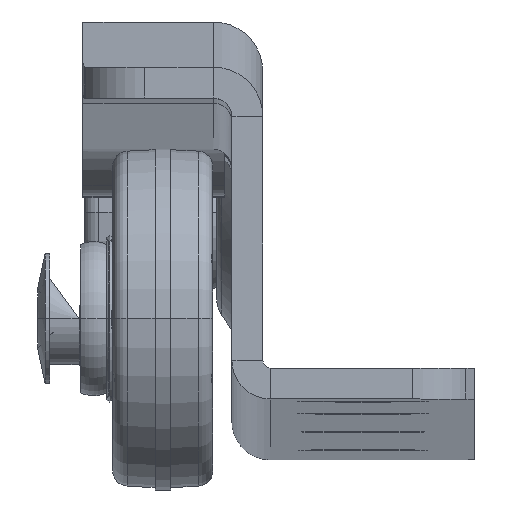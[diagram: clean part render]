
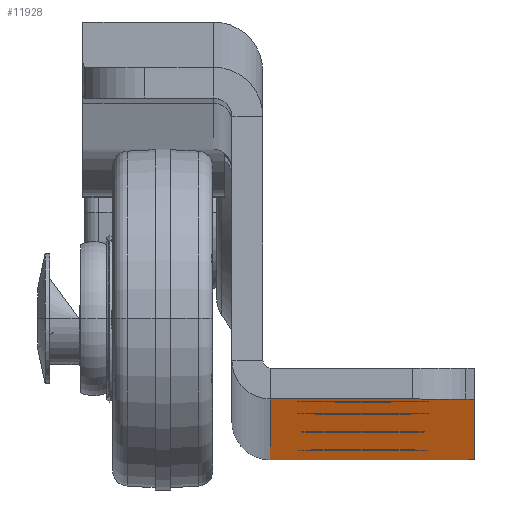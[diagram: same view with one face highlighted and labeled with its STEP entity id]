
A CAD part, top view. The second image highlights one B-rep face of the part: STEP entity #11928.
In plain terms, the highlighted face is planar.
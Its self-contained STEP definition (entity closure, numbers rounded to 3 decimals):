
#6 = DIRECTION ( 'NONE',  ( 1., 0., 0. ) ) ;
#692 = EDGE_LOOP ( 'NONE', ( #6030, #9918 ) ) ;
#1087 = ORIENTED_EDGE ( 'NONE', *, *, #7143, .T. ) ;
#1255 = DIRECTION ( 'NONE',  ( -1., 0., 0. ) ) ;
#2336 = ORIENTED_EDGE ( 'NONE', *, *, #39889, .T. ) ;
#3363 = DIRECTION ( 'NONE',  ( -1., 0., 0. ) ) ;
#3907 = EDGE_CURVE ( 'NONE', #3985, #34401, #47656, .T. ) ;
#3935 = VECTOR ( 'NONE', #6, 1000. ) ;
#3985 = VERTEX_POINT ( 'NONE', #26390 ) ;
#4816 = CARTESIAN_POINT ( 'NONE',  ( 13.702, -8.074, 642.572 ) ) ;
#4898 = VECTOR ( 'NONE', #18646, 1000. ) ;
#5123 = VERTEX_POINT ( 'NONE', #52226 ) ;
#5475 = VERTEX_POINT ( 'NONE', #49469 ) ;
#5597 = DIRECTION ( 'NONE',  ( 0., 1., 0. ) ) ;
#5718 = CARTESIAN_POINT ( 'NONE',  ( 13.702, -8.074, 2.928 ) ) ;
#5790 = EDGE_CURVE ( 'NONE', #24640, #6496, #19134, .T. ) ;
#6030 = ORIENTED_EDGE ( 'NONE', *, *, #5790, .T. ) ;
#6079 = AXIS2_PLACEMENT_3D ( 'NONE', #37870, #30474, #50061 ) ;
#6271 = CIRCLE ( 'NONE', #11304, 4.25 ) ;
#6276 = FACE_BOUND ( 'NONE', #48609, .T. ) ;
#6435 = AXIS2_PLACEMENT_3D ( 'NONE', #28784, #5597, #41671 ) ;
#6496 = VERTEX_POINT ( 'NONE', #17754 ) ;
#7143 = EDGE_CURVE ( 'NONE', #38258, #5123, #26512, .T. ) ;
#7435 = CARTESIAN_POINT ( 'NONE',  ( 16.63, -8.074, 8. ) ) ;
#7717 = ORIENTED_EDGE ( 'NONE', *, *, #40124, .F. ) ;
#8009 = CARTESIAN_POINT ( 'NONE',  ( 6.5, -8.074, 617.5 ) ) ;
#8622 = VECTOR ( 'NONE', #26559, 1000. ) ;
#9239 = DIRECTION ( 'NONE',  ( 0., 1., 0. ) ) ;
#9249 = EDGE_LOOP ( 'NONE', ( #40636, #47270 ) ) ;
#9732 = FACE_OUTER_BOUND ( 'NONE', #13082, .T. ) ;
#9918 = ORIENTED_EDGE ( 'NONE', *, *, #38566, .T. ) ;
#10559 = DIRECTION ( 'NONE',  ( 0., 1., 0. ) ) ;
#10669 = ORIENTED_EDGE ( 'NONE', *, *, #46761, .F. ) ;
#10865 = DIRECTION ( 'NONE',  ( 0.5, 0., 0.866 ) ) ;
#11304 = AXIS2_PLACEMENT_3D ( 'NONE', #38797, #19054, #34347 ) ;
#11354 = CARTESIAN_POINT ( 'NONE',  ( 0.5, -8.074, 645.5 ) ) ;
#11566 = CIRCLE ( 'NONE', #25002, 4.25 ) ;
#11844 = EDGE_CURVE ( 'NONE', #19554, #14986, #41833, .T. ) ;
#11928 = ADVANCED_FACE ( 'NONE', ( #6276, #22068, #22839, #18895, #9732 ), #50607, .F. ) ;
#13082 = EDGE_LOOP ( 'NONE', ( #10669, #7717, #43301, #19642, #25352, #28789, #51524, #39368 ) ) ;
#13105 = DIRECTION ( 'NONE',  ( 0., 0., 1. ) ) ;
#13721 = AXIS2_PLACEMENT_3D ( 'NONE', #38702, #31293, #18676 ) ;
#13831 = EDGE_CURVE ( 'NONE', #24453, #41215, #15423, .T. ) ;
#14193 = CARTESIAN_POINT ( 'NONE',  ( 13.166, -8.074, 643.5 ) ) ;
#14195 = CARTESIAN_POINT ( 'NONE',  ( 13.166, -8.074, 643.5 ) ) ;
#14259 = CARTESIAN_POINT ( 'NONE',  ( 9.702, -8.074, 0. ) ) ;
#14538 = AXIS2_PLACEMENT_3D ( 'NONE', #50029, #37076, #13105 ) ;
#14986 = VERTEX_POINT ( 'NONE', #14193 ) ;
#15009 = VECTOR ( 'NONE', #10865, 1000. ) ;
#15266 = CARTESIAN_POINT ( 'NONE',  ( 6.5, -8.074, 617.5 ) ) ;
#15423 = CIRCLE ( 'NONE', #13721, 4. ) ;
#16079 = CARTESIAN_POINT ( 'NONE',  ( 13.702, -8.074, 645.5 ) ) ;
#16144 = CARTESIAN_POINT ( 'NONE',  ( 6.5, -8.074, 297.5 ) ) ;
#16937 = DIRECTION ( 'NONE',  ( -1., 0., 0. ) ) ;
#17754 = CARTESIAN_POINT ( 'NONE',  ( 2.25, -8.074, 297.5 ) ) ;
#17927 = CARTESIAN_POINT ( 'NONE',  ( 6.5, -8.074, 489.5 ) ) ;
#17974 = EDGE_CURVE ( 'NONE', #21822, #39981, #36080, .T. ) ;
#18410 = CARTESIAN_POINT ( 'NONE',  ( 10.75, -8.074, 617.5 ) ) ;
#18646 = DIRECTION ( 'NONE',  ( 0., 0., -1. ) ) ;
#18676 = DIRECTION ( 'NONE',  ( 0., 0., 1. ) ) ;
#18895 = FACE_BOUND ( 'NONE', #32008, .T. ) ;
#18929 = CIRCLE ( 'NONE', #27322, 4.25 ) ;
#19054 = DIRECTION ( 'NONE',  ( 0., 1., 0. ) ) ;
#19134 = CIRCLE ( 'NONE', #33457, 4.25 ) ;
#19554 = VERTEX_POINT ( 'NONE', #4816 ) ;
#19642 = ORIENTED_EDGE ( 'NONE', *, *, #19686, .T. ) ;
#19686 = EDGE_CURVE ( 'NONE', #41215, #49273, #47743, .T. ) ;
#21822 = VERTEX_POINT ( 'NONE', #11354 ) ;
#21842 = CARTESIAN_POINT ( 'NONE',  ( 2.25, -8.074, 489.5 ) ) ;
#22068 = FACE_BOUND ( 'NONE', #9249, .T. ) ;
#22282 = AXIS2_PLACEMENT_3D ( 'NONE', #8009, #23779, #44076 ) ;
#22364 = CARTESIAN_POINT ( 'NONE',  ( 9.702, -8.074, 645.5 ) ) ;
#22382 = CIRCLE ( 'NONE', #26607, 4.25 ) ;
#22520 = CARTESIAN_POINT ( 'NONE',  ( 13.166, -8.074, 2. ) ) ;
#22673 = AXIS2_PLACEMENT_3D ( 'NONE', #15266, #27634, #3363 ) ;
#22839 = FACE_BOUND ( 'NONE', #692, .T. ) ;
#23558 = DIRECTION ( 'NONE',  ( -1., 0., 0. ) ) ;
#23779 = DIRECTION ( 'NONE',  ( 0., 1., 0. ) ) ;
#24453 = VERTEX_POINT ( 'NONE', #14259 ) ;
#24640 = VERTEX_POINT ( 'NONE', #34198 ) ;
#25002 = AXIS2_PLACEMENT_3D ( 'NONE', #46110, #9239, #34234 ) ;
#25352 = ORIENTED_EDGE ( 'NONE', *, *, #43950, .F. ) ;
#25399 = EDGE_CURVE ( 'NONE', #34401, #3985, #18929, .T. ) ;
#26390 = CARTESIAN_POINT ( 'NONE',  ( 10.75, -8.074, 489.5 ) ) ;
#26512 = CIRCLE ( 'NONE', #22282, 4.25 ) ;
#26559 = DIRECTION ( 'NONE',  ( -0.5, 0., 0.866 ) ) ;
#26607 = AXIS2_PLACEMENT_3D ( 'NONE', #16144, #27999, #16937 ) ;
#26825 = CARTESIAN_POINT ( 'NONE',  ( 13.702, -8.074, 0. ) ) ;
#27291 = ORIENTED_EDGE ( 'NONE', *, *, #36560, .T. ) ;
#27322 = AXIS2_PLACEMENT_3D ( 'NONE', #17927, #10559, #38977 ) ;
#27634 = DIRECTION ( 'NONE',  ( 0., 1., 0. ) ) ;
#27790 = CARTESIAN_POINT ( 'NONE',  ( 6.5, -8.074, 297.5 ) ) ;
#27999 = DIRECTION ( 'NONE',  ( 0., 1., 0. ) ) ;
#28784 = CARTESIAN_POINT ( 'NONE',  ( 6.5, -8.074, 489.5 ) ) ;
#28789 = ORIENTED_EDGE ( 'NONE', *, *, #11844, .T. ) ;
#30474 = DIRECTION ( 'NONE',  ( 0., 1., 0. ) ) ;
#30926 = LINE ( 'NONE', #31173, #31235 ) ;
#30977 = EDGE_CURVE ( 'NONE', #5123, #38258, #44565, .T. ) ;
#31173 = CARTESIAN_POINT ( 'NONE',  ( 0.5, -8.074, 0. ) ) ;
#31235 = VECTOR ( 'NONE', #35386, 1000. ) ;
#31293 = DIRECTION ( 'NONE',  ( 0., -1., 0. ) ) ;
#31456 = DIRECTION ( 'NONE',  ( 0., 1., 0. ) ) ;
#32008 = EDGE_LOOP ( 'NONE', ( #2336, #27291 ) ) ;
#33128 = LINE ( 'NONE', #49246, #39326 ) ;
#33457 = AXIS2_PLACEMENT_3D ( 'NONE', #27790, #31456, #23558 ) ;
#33942 = LINE ( 'NONE', #26825, #4898 ) ;
#34198 = CARTESIAN_POINT ( 'NONE',  ( 10.75, -8.074, 297.5 ) ) ;
#34234 = DIRECTION ( 'NONE',  ( -1., 0., 0. ) ) ;
#34347 = DIRECTION ( 'NONE',  ( -1., 0., 0. ) ) ;
#34401 = VERTEX_POINT ( 'NONE', #21842 ) ;
#35386 = DIRECTION ( 'NONE',  ( 0., 0., 1. ) ) ;
#35545 = VERTEX_POINT ( 'NONE', #37767 ) ;
#36080 = LINE ( 'NONE', #16079, #3935 ) ;
#36560 = EDGE_CURVE ( 'NONE', #49390, #5475, #6271, .T. ) ;
#37076 = DIRECTION ( 'NONE',  ( 0., -1., 0. ) ) ;
#37767 = CARTESIAN_POINT ( 'NONE',  ( 0.5, -8.074, 0. ) ) ;
#37870 = CARTESIAN_POINT ( 'NONE',  ( -28.798, -8.074, 0. ) ) ;
#38258 = VERTEX_POINT ( 'NONE', #18410 ) ;
#38566 = EDGE_CURVE ( 'NONE', #6496, #24640, #22382, .T. ) ;
#38702 = CARTESIAN_POINT ( 'NONE',  ( 9.702, -8.074, 4. ) ) ;
#38797 = CARTESIAN_POINT ( 'NONE',  ( 6.5, -8.074, 105.5 ) ) ;
#38977 = DIRECTION ( 'NONE',  ( -1., 0., 0. ) ) ;
#39326 = VECTOR ( 'NONE', #1255, 1000. ) ;
#39368 = ORIENTED_EDGE ( 'NONE', *, *, #17974, .F. ) ;
#39889 = EDGE_CURVE ( 'NONE', #5475, #49390, #11566, .T. ) ;
#39981 = VERTEX_POINT ( 'NONE', #22364 ) ;
#40124 = EDGE_CURVE ( 'NONE', #24453, #35545, #33128, .T. ) ;
#40636 = ORIENTED_EDGE ( 'NONE', *, *, #3907, .T. ) ;
#41215 = VERTEX_POINT ( 'NONE', #22520 ) ;
#41671 = DIRECTION ( 'NONE',  ( -1., 0., 0. ) ) ;
#41833 = LINE ( 'NONE', #14195, #8622 ) ;
#42312 = CARTESIAN_POINT ( 'NONE',  ( 2.25, -8.074, 105.5 ) ) ;
#43301 = ORIENTED_EDGE ( 'NONE', *, *, #13831, .T. ) ;
#43950 = EDGE_CURVE ( 'NONE', #19554, #49273, #33942, .T. ) ;
#44076 = DIRECTION ( 'NONE',  ( -1., 0., 0. ) ) ;
#44093 = ORIENTED_EDGE ( 'NONE', *, *, #30977, .T. ) ;
#44565 = CIRCLE ( 'NONE', #22673, 4.25 ) ;
#46110 = CARTESIAN_POINT ( 'NONE',  ( 6.5, -8.074, 105.5 ) ) ;
#46761 = EDGE_CURVE ( 'NONE', #35545, #21822, #30926, .T. ) ;
#47270 = ORIENTED_EDGE ( 'NONE', *, *, #25399, .T. ) ;
#47656 = CIRCLE ( 'NONE', #6435, 4.25 ) ;
#47743 = LINE ( 'NONE', #7435, #15009 ) ;
#48609 = EDGE_LOOP ( 'NONE', ( #1087, #44093 ) ) ;
#49098 = CIRCLE ( 'NONE', #14538, 4. ) ;
#49246 = CARTESIAN_POINT ( 'NONE',  ( 13.702, -8.074, 0. ) ) ;
#49273 = VERTEX_POINT ( 'NONE', #5718 ) ;
#49274 = EDGE_CURVE ( 'NONE', #14986, #39981, #49098, .T. ) ;
#49390 = VERTEX_POINT ( 'NONE', #42312 ) ;
#49469 = CARTESIAN_POINT ( 'NONE',  ( 10.75, -8.074, 105.5 ) ) ;
#50029 = CARTESIAN_POINT ( 'NONE',  ( 9.702, -8.074, 641.5 ) ) ;
#50061 = DIRECTION ( 'NONE',  ( 0., 0., -1. ) ) ;
#50607 = PLANE ( 'NONE',  #6079 ) ;
#51524 = ORIENTED_EDGE ( 'NONE', *, *, #49274, .T. ) ;
#52226 = CARTESIAN_POINT ( 'NONE',  ( 2.25, -8.074, 617.5 ) ) ;
